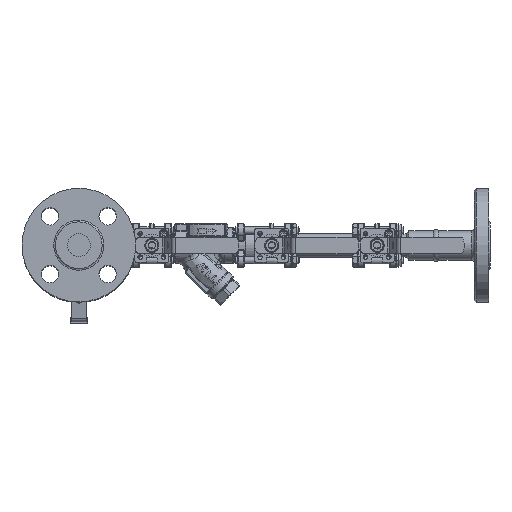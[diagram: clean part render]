
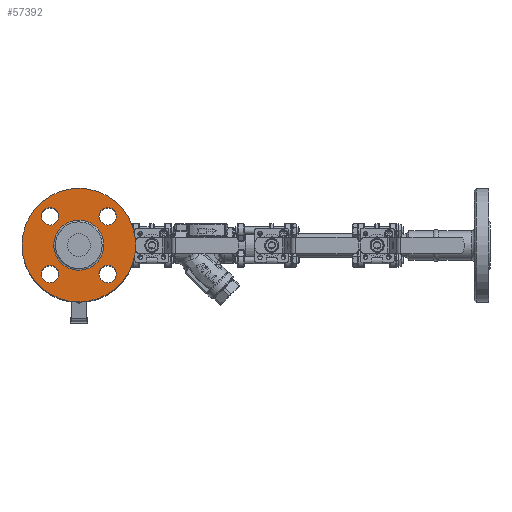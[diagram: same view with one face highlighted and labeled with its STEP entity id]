
A CAD part, top view. The second image highlights one B-rep face of the part: STEP entity #57392.
In plain terms, the highlighted planar face has unit normal (0, 0, 1).
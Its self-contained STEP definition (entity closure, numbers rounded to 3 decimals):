
#5669=FACE_BOUND('',#10841,.T.);
#5670=FACE_BOUND('',#10842,.T.);
#5671=FACE_BOUND('',#10843,.T.);
#5672=FACE_BOUND('',#10844,.T.);
#5673=FACE_BOUND('',#10845,.T.);
#5931=PLANE('',#61066);
#7235=FACE_OUTER_BOUND('',#10840,.T.);
#10840=EDGE_LOOP('',(#38474));
#10841=EDGE_LOOP('',(#38475));
#10842=EDGE_LOOP('',(#38476));
#10843=EDGE_LOOP('',(#38477));
#10844=EDGE_LOOP('',(#38478));
#10845=EDGE_LOOP('',(#38479));
#20631=CIRCLE('',#61063,27.336);
#20634=CIRCLE('',#61067,62.);
#20635=CIRCLE('',#61068,9.5);
#20636=CIRCLE('',#61069,9.5);
#20637=CIRCLE('',#61070,9.5);
#20638=CIRCLE('',#61071,9.5);
#23932=VERTEX_POINT('',#84833);
#23934=VERTEX_POINT('',#84839);
#23935=VERTEX_POINT('',#84841);
#23936=VERTEX_POINT('',#84843);
#23937=VERTEX_POINT('',#84845);
#23938=VERTEX_POINT('',#84847);
#29429=EDGE_CURVE('',#23932,#23932,#20631,.T.);
#29432=EDGE_CURVE('',#23934,#23934,#20634,.T.);
#29433=EDGE_CURVE('',#23935,#23935,#20635,.T.);
#29434=EDGE_CURVE('',#23936,#23936,#20636,.T.);
#29435=EDGE_CURVE('',#23937,#23937,#20637,.T.);
#29436=EDGE_CURVE('',#23938,#23938,#20638,.T.);
#38474=ORIENTED_EDGE('',*,*,#29432,.F.);
#38475=ORIENTED_EDGE('',*,*,#29433,.T.);
#38476=ORIENTED_EDGE('',*,*,#29434,.T.);
#38477=ORIENTED_EDGE('',*,*,#29435,.T.);
#38478=ORIENTED_EDGE('',*,*,#29436,.T.);
#38479=ORIENTED_EDGE('',*,*,#29429,.F.);
#57392=ADVANCED_FACE('',(#7235,#5669,#5670,#5671,#5672,#5673),#5931,.F.);
#61063=AXIS2_PLACEMENT_3D('',#84834,#68069,#68070);
#61066=AXIS2_PLACEMENT_3D('',#84838,#68075,#68076);
#61067=AXIS2_PLACEMENT_3D('',#84840,#68077,#68078);
#61068=AXIS2_PLACEMENT_3D('',#84842,#68079,#68080);
#61069=AXIS2_PLACEMENT_3D('',#84844,#68081,#68082);
#61070=AXIS2_PLACEMENT_3D('',#84846,#68083,#68084);
#61071=AXIS2_PLACEMENT_3D('',#84848,#68085,#68086);
#68069=DIRECTION('center_axis',(0.,0.,
1.));
#68070=DIRECTION('ref_axis',(-1.,0.,0.));
#68075=DIRECTION('center_axis',(0.,0.,
-1.));
#68076=DIRECTION('ref_axis',(1.,0.,0.));
#68077=DIRECTION('center_axis',(0.,0.,
-1.));
#68078=DIRECTION('ref_axis',(1.,0.,0.));
#68079=DIRECTION('center_axis',(0.,0.,
-1.));
#68080=DIRECTION('ref_axis',(-1.,0.,0.));
#68081=DIRECTION('center_axis',(0.,0.,
-1.));
#68082=DIRECTION('ref_axis',(0.,1.,0.));
#68083=DIRECTION('center_axis',(0.,0.,
-1.));
#68084=DIRECTION('ref_axis',(1.,0.,0.));
#68085=DIRECTION('center_axis',(0.,0.,
-1.));
#68086=DIRECTION('ref_axis',(0.,-1.,0.));
#84833=CARTESIAN_POINT('',(-117.699,18.833,210.983));
#84834=CARTESIAN_POINT('Origin',(-145.036,18.833,210.983));
#84838=CARTESIAN_POINT('Origin',(-145.036,18.833,210.983));
#84839=CARTESIAN_POINT('',(-207.036,18.833,210.983));
#84840=CARTESIAN_POINT('Origin',(-145.036,18.833,210.983));
#84841=CARTESIAN_POINT('',(-166.967,-12.598,210.983));
#84842=CARTESIAN_POINT('Origin',(-176.467,-12.598,210.983));
#84843=CARTESIAN_POINT('',(-176.467,40.764,210.983));
#84844=CARTESIAN_POINT('Origin',(-176.467,50.264,210.983));
#84845=CARTESIAN_POINT('',(-123.105,50.264,210.983));
#84846=CARTESIAN_POINT('Origin',(-113.605,50.264,210.983));
#84847=CARTESIAN_POINT('',(-113.605,-3.098,210.983));
#84848=CARTESIAN_POINT('Origin',(-113.605,-12.598,210.983));
